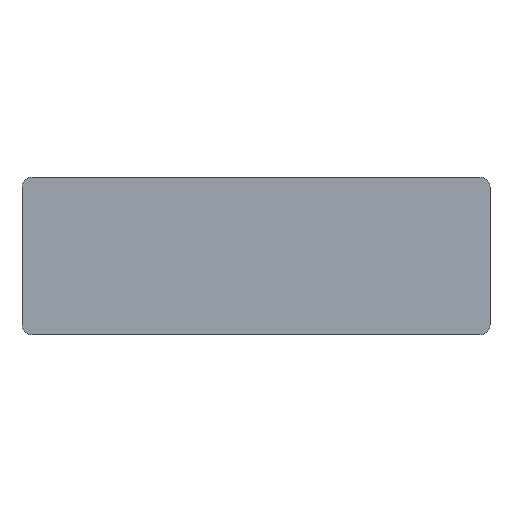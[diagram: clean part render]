
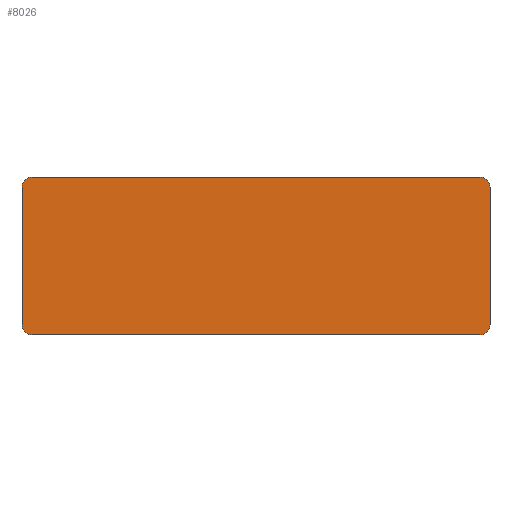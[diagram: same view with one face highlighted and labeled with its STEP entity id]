
A CAD part, front view. The second image highlights one B-rep face of the part: STEP entity #8026.
In plain terms, the highlighted planar face has unit normal (0, -1, 0).
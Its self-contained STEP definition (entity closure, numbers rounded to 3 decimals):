
#19=CARTESIAN_POINT('',(153.,-89.,-47.));
#20=DIRECTION('',(0.,1.,0.));
#21=DIRECTION('',(1.,0.,0.));
#22=AXIS2_PLACEMENT_3D('',#19,#20,#21);
#24=DIRECTION('',(1.,0.,0.));
#25=VECTOR('',#24,306.);
#26=CARTESIAN_POINT('',(-153.,-89.,-54.));
#27=LINE('',#26,#25);
#28=CARTESIAN_POINT('',(-153.,-89.,-47.));
#29=DIRECTION('',(0.,1.,0.));
#30=DIRECTION('',(0.,0.,-1.));
#31=AXIS2_PLACEMENT_3D('',#28,#29,#30);
#33=CARTESIAN_POINT('',(-153.,-89.,47.));
#34=DIRECTION('',(0.,-1.,0.));
#35=DIRECTION('',(0.,0.,1.));
#36=AXIS2_PLACEMENT_3D('',#33,#34,#35);
#38=DIRECTION('',(1.,0.,0.));
#39=VECTOR('',#38,306.);
#40=CARTESIAN_POINT('',(-153.,-89.,54.));
#41=LINE('',#40,#39);
#42=CARTESIAN_POINT('',(153.,-89.,47.));
#43=DIRECTION('',(0.,-1.,0.));
#44=DIRECTION('',(1.,0.,0.));
#45=AXIS2_PLACEMENT_3D('',#42,#43,#44);
#74=DIRECTION('',(0.,0.,1.));
#75=VECTOR('',#74,94.);
#76=CARTESIAN_POINT('',(160.,-89.,-47.));
#77=LINE('',#76,#75);
#139=DIRECTION('',(0.,0.,-1.));
#140=VECTOR('',#139,94.);
#141=CARTESIAN_POINT('',(-160.,-89.,47.));
#142=LINE('',#141,#140);
#7082=CARTESIAN_POINT('',(160.,-89.,47.));
#7083=CARTESIAN_POINT('',(153.,-89.,54.));
#7084=VERTEX_POINT('',#7082);
#7085=VERTEX_POINT('',#7083);
#7122=CARTESIAN_POINT('',(-153.,-89.,54.));
#7123=CARTESIAN_POINT('',(-160.,-89.,47.));
#7124=VERTEX_POINT('',#7122);
#7125=VERTEX_POINT('',#7123);
#7310=CARTESIAN_POINT('',(160.,-89.,-47.));
#7311=CARTESIAN_POINT('',(153.,-89.,-54.));
#7312=VERTEX_POINT('',#7310);
#7313=VERTEX_POINT('',#7311);
#7350=CARTESIAN_POINT('',(-153.,-89.,-54.));
#7351=CARTESIAN_POINT('',(-160.,-89.,-47.));
#7352=VERTEX_POINT('',#7350);
#7353=VERTEX_POINT('',#7351);
#8005=CARTESIAN_POINT('',(0.,-89.,0.));
#8006=DIRECTION('',(0.,-1.,0.));
#8007=DIRECTION('',(1.,0.,0.));
#8008=AXIS2_PLACEMENT_3D('',#8005,#8006,#8007);
#8009=PLANE('',#8008);
#8011=ORIENTED_EDGE('',*,*,#8010,.F.);
#8013=ORIENTED_EDGE('',*,*,#8012,.T.);
#8015=ORIENTED_EDGE('',*,*,#8014,.F.);
#8017=ORIENTED_EDGE('',*,*,#8016,.T.);
#8019=ORIENTED_EDGE('',*,*,#8018,.F.);
#8021=ORIENTED_EDGE('',*,*,#8020,.F.);
#8022=ORIENTED_EDGE('',*,*,#7981,.T.);
#8023=ORIENTED_EDGE('',*,*,#7995,.F.);
#8024=EDGE_LOOP('',(#8011,#8013,#8015,#8017,#8019,#8021,#8022,#8023));
#8025=FACE_OUTER_BOUND('',#8024,.F.);
#8026=ADVANCED_FACE('',(#8025),#8009,.T.);
#23=CIRCLE('',#22,7.);
#32=CIRCLE('',#31,7.);
#37=CIRCLE('',#36,7.);
#46=CIRCLE('',#45,7.);
#7981=EDGE_CURVE('',#7124,#7085,#41,.T.);
#7995=EDGE_CURVE('',#7084,#7085,#46,.T.);
#8010=EDGE_CURVE('',#7312,#7084,#77,.T.);
#8012=EDGE_CURVE('',#7312,#7313,#23,.T.);
#8014=EDGE_CURVE('',#7352,#7313,#27,.T.);
#8016=EDGE_CURVE('',#7352,#7353,#32,.T.);
#8018=EDGE_CURVE('',#7125,#7353,#142,.T.);
#8020=EDGE_CURVE('',#7124,#7125,#37,.T.);
